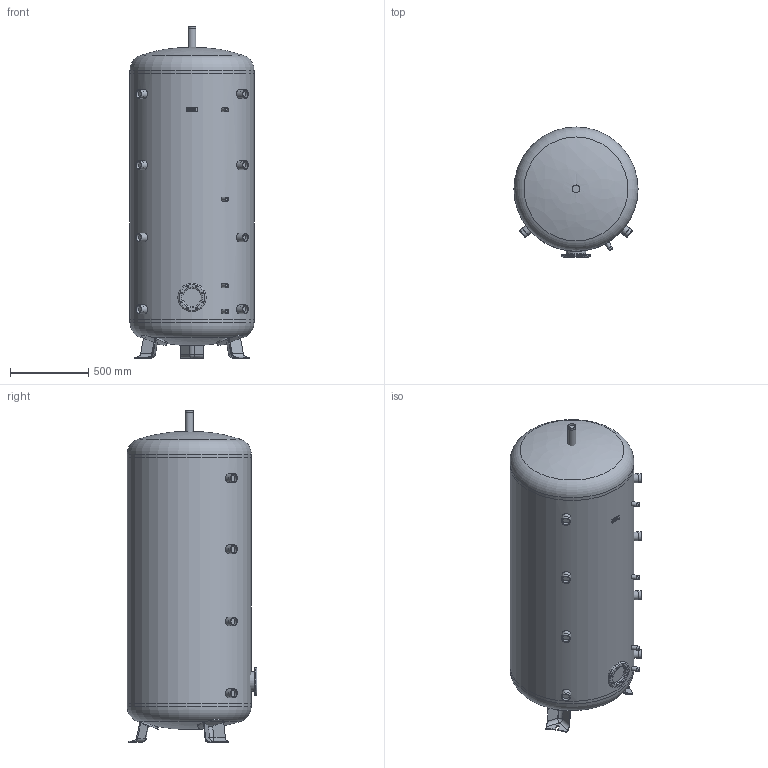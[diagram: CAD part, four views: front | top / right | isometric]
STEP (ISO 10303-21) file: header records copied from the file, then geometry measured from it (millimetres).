
FILE_DESCRIPTION(/* description */ (''),/* implementation_level */ '2;1');
FILE_NAME(/* name */ '3d_H1000_R-7784205.stp',/* time_stamp */ '2015-12-08T08:10:31+01:00',/* author */ ('Andrzej'),/* organization */ (''),/* preprocessor_version */ 'ST-DEVELOPER v15.5',/* originating_system */ 'AutoCAD Mechanical',/* authorisation */ '');
FILE_SCHEMA (('AUTOMOTIVE_DESIGN { 1 0 10303 214 3 1 1 }'));
Length unit declared in the file: millimetre
Products named in the file (1): Product
Bounding box: 790 x 826 x 2115 mm (x, y, z)
Volume: 893497777.9 mm3; surface area: 7800760.7 mm2
Topology: 19 solids, 19 shells, 343 faces, 814 edges, 536 vertices
Faces by surface type: plane 173, cylinder 136, sphere 15, cone 11, torus 6, bspline 2
Full cylindrical faces by diameter (mm): 8.2 x8, 21.3 x4, 27 x4, 48.3 x9, 50 x1, 56 x8, 117 x1, 125 x1, 172 x1, 180 x1, 790 x3
Entity records: 11110 total; most frequent: CARTESIAN_POINT 3154, DIRECTION 1706, ORIENTED_EDGE 1484, EDGE_CURVE 742, AXIS2_PLACEMENT_3D 642, VERTEX_POINT 524, EDGE_LOOP 450, LINE 422
